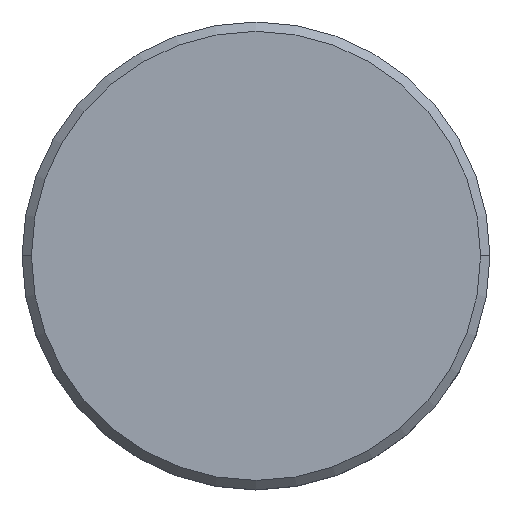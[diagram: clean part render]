
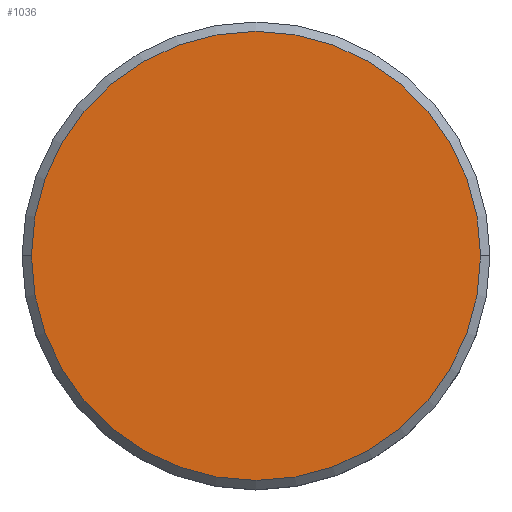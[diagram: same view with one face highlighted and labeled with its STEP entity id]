
A CAD part, top view. The second image highlights one B-rep face of the part: STEP entity #1036.
In plain terms, the highlighted planar face has unit normal (0, 0, 1).
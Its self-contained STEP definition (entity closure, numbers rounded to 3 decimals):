
#20 = CARTESIAN_POINT ( 'NONE',  ( 0., 0., 0. ) ) ;
#27 = DIRECTION ( 'NONE',  ( 1., 0., 0. ) ) ;
#158 = VERTEX_POINT ( 'NONE', #172 ) ;
#172 = CARTESIAN_POINT ( 'NONE',  ( -12., 0., 0. ) ) ;
#204 = DIRECTION ( 'NONE',  ( 0., 0., 1. ) ) ;
#239 = DIRECTION ( 'NONE',  ( 0., 0., 1. ) ) ;
#241 = EDGE_CURVE ( 'NONE', #395, #158, #535, .T. ) ;
#395 = VERTEX_POINT ( 'NONE', #1097 ) ;
#404 = CARTESIAN_POINT ( 'NONE',  ( 0., 0., 0. ) ) ;
#408 = CARTESIAN_POINT ( 'NONE',  ( 0., 0., 0. ) ) ;
#461 = CIRCLE ( 'NONE', #1137, 12. ) ;
#535 = CIRCLE ( 'NONE', #1004, 12. ) ;
#594 = AXIS2_PLACEMENT_3D ( 'NONE', #404, #239, #779 ) ;
#605 = FACE_OUTER_BOUND ( 'NONE', #947, .T. ) ;
#742 = EDGE_CURVE ( 'NONE', #158, #395, #461, .T. ) ;
#779 = DIRECTION ( 'NONE',  ( 1., 0., 0. ) ) ;
#785 = ORIENTED_EDGE ( 'NONE', *, *, #241, .T. ) ;
#947 = EDGE_LOOP ( 'NONE', ( #1098, #785 ) ) ;
#1004 = AXIS2_PLACEMENT_3D ( 'NONE', #408, #1057, #1162 ) ;
#1036 = ADVANCED_FACE ( 'NONE', ( #605 ), #1068, .T. ) ;
#1057 = DIRECTION ( 'NONE',  ( 0., 0., 1. ) ) ;
#1068 = PLANE ( 'NONE',  #594 ) ;
#1097 = CARTESIAN_POINT ( 'NONE',  ( 12., 0., 0. ) ) ;
#1098 = ORIENTED_EDGE ( 'NONE', *, *, #742, .T. ) ;
#1137 = AXIS2_PLACEMENT_3D ( 'NONE', #20, #204, #27 ) ;
#1162 = DIRECTION ( 'NONE',  ( 1., 0., 0. ) ) ;
